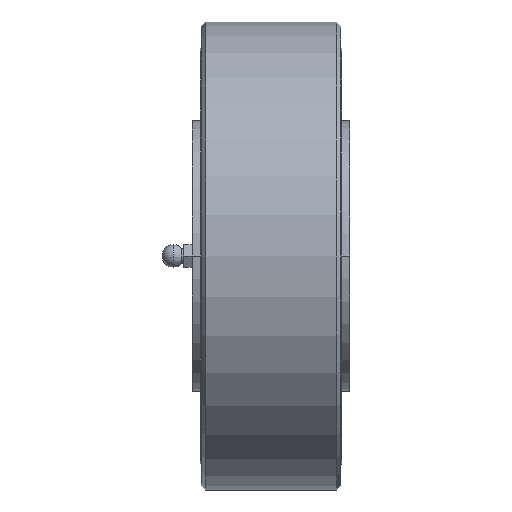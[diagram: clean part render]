
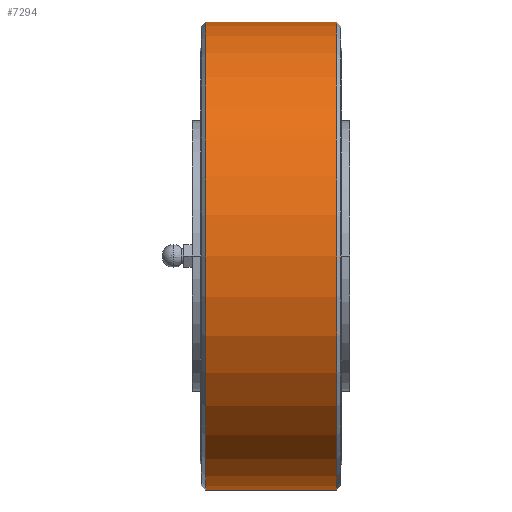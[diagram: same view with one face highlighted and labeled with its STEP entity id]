
A CAD part, front view. The second image highlights one B-rep face of the part: STEP entity #7294.
In plain terms, the highlighted cylindrical face has radius 112.5 mm (diameter 225 mm), a partial arc.
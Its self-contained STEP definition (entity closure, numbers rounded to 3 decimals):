
#7228=CARTESIAN_POINT('',(31.5,112.5,0.0));
#7229=VERTEX_POINT('',#7228);
#7245=CARTESIAN_POINT('',(31.5,-112.5,0.));
#7246=VERTEX_POINT('',#7245);
#7253=CARTESIAN_POINT('',(31.5,0.0,0.0));
#7254=DIRECTION('',(1.0,0.0,0.0));
#7255=DIRECTION('',(0.0,1.0,0.0));
#7256=AXIS2_PLACEMENT_3D('',#7253,#7254,#7255);
#7257=CIRCLE('',#7256,112.5);
#7258=EDGE_CURVE('',#7246,#7229,#7257,.T.);
#7263=CARTESIAN_POINT('',(0.,0.0,0.0));
#7264=DIRECTION('',(1.0,0.0,0.0));
#7265=DIRECTION('',(0.0,1.0,0.0));
#7266=AXIS2_PLACEMENT_3D('',#7263,#7264,#7265);
#7267=CYLINDRICAL_SURFACE('',#7266,112.5);
#7268=CARTESIAN_POINT('',(-31.5,112.5,0.0));
#7269=VERTEX_POINT('',#7268);
#7270=CARTESIAN_POINT('',(31.5,112.5,0.0));
#7271=DIRECTION('',(-1.0,0.0,0.0));
#7272=VECTOR('',#7271,63.);
#7273=LINE('',#7270,#7272);
#7274=EDGE_CURVE('',#7229,#7269,#7273,.T.);
#7275=ORIENTED_EDGE('',*,*,#7274,.F.);
#7276=ORIENTED_EDGE('',*,*,#7258,.F.);
#7277=CARTESIAN_POINT('',(-31.5,-112.5,0.));
#7278=VERTEX_POINT('',#7277);
#7279=CARTESIAN_POINT('',(31.5,-112.5,0.));
#7280=DIRECTION('',(-1.0,0.0,0.0));
#7281=VECTOR('',#7280,63.);
#7282=LINE('',#7279,#7281);
#7283=EDGE_CURVE('',#7246,#7278,#7282,.T.);
#7284=ORIENTED_EDGE('',*,*,#7283,.T.);
#7285=CARTESIAN_POINT('',(-31.5,0.0,0.0));
#7286=DIRECTION('',(1.0,0.0,0.0));
#7287=DIRECTION('',(0.0,1.0,0.0));
#7288=AXIS2_PLACEMENT_3D('',#7285,#7286,#7287);
#7289=CIRCLE('',#7288,112.5);
#7290=EDGE_CURVE('',#7278,#7269,#7289,.T.);
#7291=ORIENTED_EDGE('',*,*,#7290,.T.);
#7292=EDGE_LOOP('',(#7275,#7276,#7284,#7291));
#7293=FACE_OUTER_BOUND('',#7292,.T.);
#7294=ADVANCED_FACE('',(#7293),#7267,.T.);
